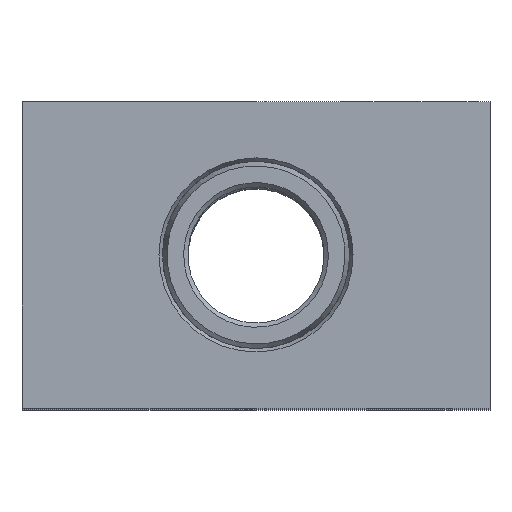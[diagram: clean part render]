
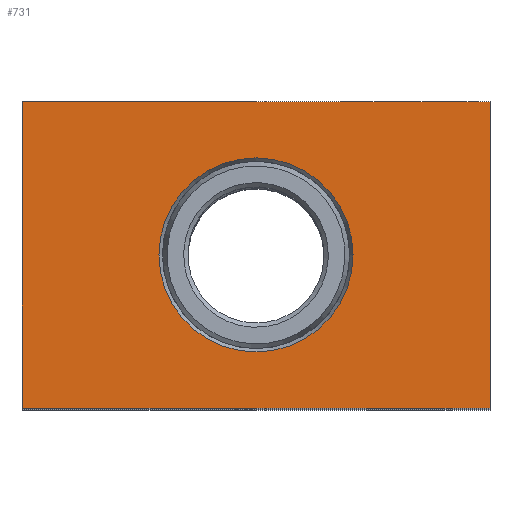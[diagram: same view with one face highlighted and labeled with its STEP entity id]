
A CAD part, top view. The second image highlights one B-rep face of the part: STEP entity #731.
In plain terms, the highlighted planar face has unit normal (0, 0, 1).
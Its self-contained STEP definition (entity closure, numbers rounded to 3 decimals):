
#25=LINE('',#1184,#49);
#26=LINE('',#1186,#50);
#27=LINE('',#1188,#51);
#28=LINE('',#1189,#52);
#49=VECTOR('',#930,36.);
#50=VECTOR('',#931,55.);
#51=VECTOR('',#932,36.);
#52=VECTOR('',#933,55.);
#70=PLANE('',#800);
#111=FACE_BOUND('',#236,.T.);
#171=FACE_OUTER_BOUND('',#235,.T.);
#235=EDGE_LOOP('',(#560,#561,#562,#563));
#236=EDGE_LOOP('',(#564));
#350=CIRCLE('',#799,11.404);
#408=VERTEX_POINT('',#1179);
#409=VERTEX_POINT('',#1182);
#410=VERTEX_POINT('',#1183);
#411=VERTEX_POINT('',#1185);
#412=VERTEX_POINT('',#1187);
#478=EDGE_CURVE('',#408,#408,#350,.T.);
#479=EDGE_CURVE('',#409,#410,#25,.T.);
#480=EDGE_CURVE('',#411,#409,#26,.T.);
#481=EDGE_CURVE('',#412,#411,#27,.T.);
#482=EDGE_CURVE('',#410,#412,#28,.T.);
#560=ORIENTED_EDGE('',*,*,#479,.F.);
#561=ORIENTED_EDGE('',*,*,#480,.F.);
#562=ORIENTED_EDGE('',*,*,#481,.F.);
#563=ORIENTED_EDGE('',*,*,#482,.F.);
#564=ORIENTED_EDGE('',*,*,#478,.F.);
#731=ADVANCED_FACE('',(#171,#111),#70,.T.);
#799=AXIS2_PLACEMENT_3D('',#1180,#926,#927);
#800=AXIS2_PLACEMENT_3D('',#1181,#928,#929);
#926=DIRECTION('center_axis',(0.,0.,1.));
#927=DIRECTION('ref_axis',(-1.,0.,0.));
#928=DIRECTION('center_axis',(0.,0.,1.));
#929=DIRECTION('ref_axis',(1.,0.,0.));
#930=DIRECTION('',(0.,-1.,0.));
#931=DIRECTION('',(1.,0.,0.));
#932=DIRECTION('',(0.,1.,0.));
#933=DIRECTION('',(-1.,0.,0.));
#1179=CARTESIAN_POINT('',(11.404,0.,9.));
#1180=CARTESIAN_POINT('Origin',(0.,0.,9.));
#1181=CARTESIAN_POINT('Origin',(0.,0.,
9.));
#1182=CARTESIAN_POINT('',(27.5,18.,9.));
#1183=CARTESIAN_POINT('',(27.5,-18.,9.));
#1184=CARTESIAN_POINT('',(27.5,18.,9.));
#1185=CARTESIAN_POINT('',(-27.5,18.,9.));
#1186=CARTESIAN_POINT('',(-27.5,18.,9.));
#1187=CARTESIAN_POINT('',(-27.5,-18.,9.));
#1188=CARTESIAN_POINT('',(-27.5,-18.,9.));
#1189=CARTESIAN_POINT('',(27.5,-18.,9.));
